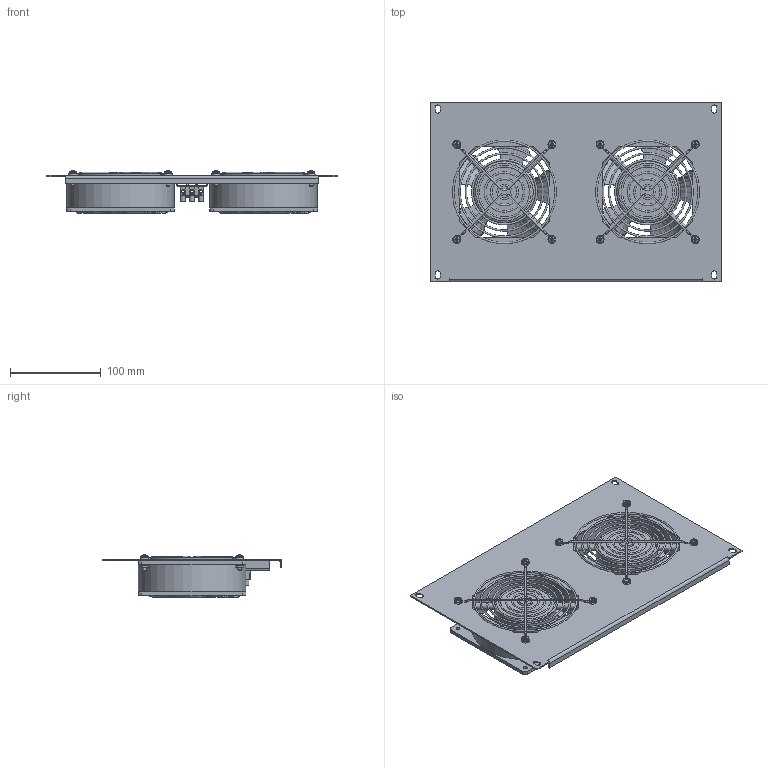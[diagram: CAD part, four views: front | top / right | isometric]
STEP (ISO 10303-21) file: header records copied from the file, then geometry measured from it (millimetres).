
FILE_DESCRIPTION (( 'STEP AP214' ), '1' );
FILE_NAME ('DOHLAD02_hladilna_enota_2V.STEP', '2020-03-26T08:32:38', ( '' ), ( '' ), 'SwSTEP 2.0', 'SolidWorks 2018', '' );
FILE_SCHEMA (( 'AUTOMOTIVE_DESIGN' ));
Length unit declared in the file: millimetre
Products named in the file (13): DOHLAD02_hladilna_enota_2V; DOHLAD02_hladilna_enota_2V.iam; PLOÈEVINSKI VIJAK Z LEÈ. GLAVO 2,9x14 - DIN 7981.ipt; NOSILEC SPONKE VRSTNE 3x4 KVADRAT-VEZICA.ipt; DIN 934 - M4 x 0,7.ipt; DIN 6797 - A 4,3.ipt; ISO 7045 - M4 x 14 - 4.8 - ZDIN EN ISO.ipt; SPONKA 3X1-5 KVADRAT.ipt; ZAŠÈITNA MREŽICA.ipt; VENTILATOR.iam; LOPATICE.ipt; VENTILATOR - OHIŠJE.ipt; PLOŠÈA VENTILATORSKA XTS 320x198-surovo.ipt
Assembly tree (36 placements, depth 4):
  DOHLAD02_hladilna_enota_2V
    DOHLAD02_hladilna_enota_2V.iam
      PLOŠÈA VENTILATORSKA XTS 320x198-surovo.ipt
      VENTILATOR.iam  x2
        VENTILATOR - OHIŠJE.ipt
        LOPATICE.ipt
      ZAŠÈITNA MREŽICA.ipt  x2
      SPONKA 3X1-5 KVADRAT.ipt
      ISO 7045 - M4 x 14 - 4.8 - ZDIN EN ISO.ipt  x8
      DIN 6797 - A 4,3.ipt  x8
      DIN 934 - M4 x 0,7.ipt  x8
      NOSILEC SPONKE VRSTNE 3x4 KVADRAT-VEZICA.ipt
      PLOÈEVINSKI VIJAK Z LEÈ. GLAVO 2,9x14 - DIN 7981.ipt  x2
Bounding box: 320 x 198 x 46.54 mm (x, y, z)
Volume: 475317 mm3; surface area: 279821.8 mm2
Topology: 53 solids, 53 shells, 1387 faces, 3653 edges, 2372 vertices
Faces by surface type: plane 586, cylinder 453, cone 162, torus 148, bspline 28, sphere 10
Full cylindrical faces by diameter (mm): 1.7 x24, 2.5 x2, 3.028 x3, 3.1 x2, 3.242 x8, 3.621 x8, 4 x8, 4.084 x6, 4.2 x16, 4.3 x8, 4.5 x8, 4.6 x6, 5.3 x6, 5.4 x2, 6 x2, 7 x8, 67.5 x2, 114.5 x2, 118.5 x2
Entity records: 21528 total; most frequent: CARTESIAN_POINT 9624, DIRECTION 2247, ORIENTED_EDGE 2156, EDGE_CURVE 1078, AXIS2_PLACEMENT_3D 879, VERTEX_POINT 758, EDGE_LOOP 654, FACE_OUTER_BOUND 549
